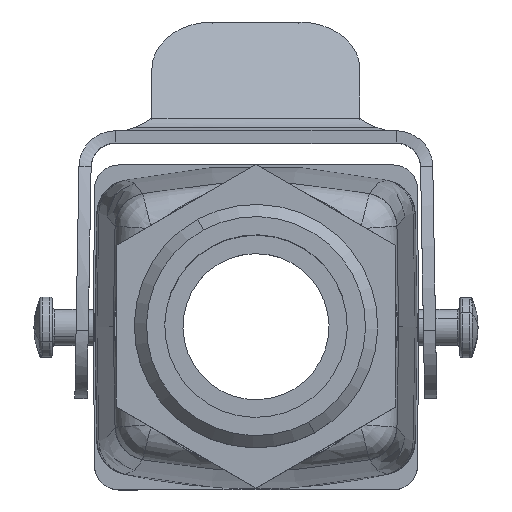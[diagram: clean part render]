
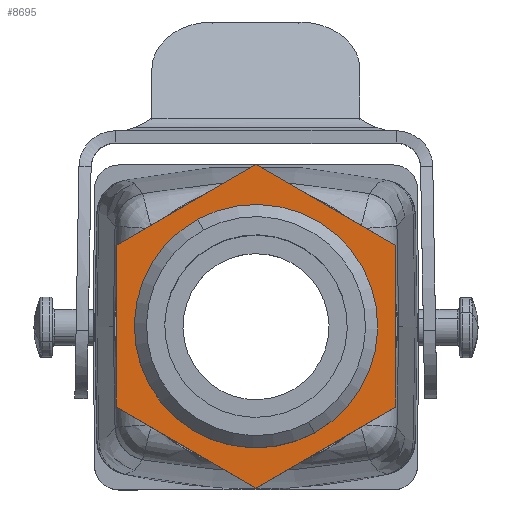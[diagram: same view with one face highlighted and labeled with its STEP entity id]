
A CAD part, top view. The second image highlights one B-rep face of the part: STEP entity #8695.
In plain terms, the highlighted planar face has unit normal (0, 0, 1).
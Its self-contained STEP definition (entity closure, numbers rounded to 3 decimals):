
#7909=AXIS2_PLACEMENT_3D('Circle Axis2P3D',#7907,#7908,$) ;
#7926=AXIS2_PLACEMENT_3D('Circle Axis2P3D',#7924,#7925,$) ;
#8648=AXIS2_PLACEMENT_3D('Plane Axis2P3D',#8645,#8646,#8647) ;
#7897=CARTESIAN_POINT('Vertex',(13.456,22.126,88.667)) ;
#7904=CARTESIAN_POINT('Vertex',(23.044,4.574,88.667)) ;
#7907=CARTESIAN_POINT('Axis2P3D Location',(18.25,13.35,88.667)) ;
#7924=CARTESIAN_POINT('Axis2P3D Location',(18.25,13.35,88.667)) ;
#8622=CARTESIAN_POINT('Vertex',(6.75,19.99,88.667)) ;
#8625=CARTESIAN_POINT('Line Origine',(12.5,23.309,88.667)) ;
#8629=CARTESIAN_POINT('Vertex',(18.25,26.629,88.667)) ;
#8645=CARTESIAN_POINT('Axis2P3D Location',(18.25,13.35,88.667)) ;
#8650=CARTESIAN_POINT('Line Origine',(12.5,3.391,88.667)) ;
#8654=CARTESIAN_POINT('Vertex',(18.25,0.071,88.667)) ;
#8656=CARTESIAN_POINT('Vertex',(6.75,6.71,88.667)) ;
#8659=CARTESIAN_POINT('Line Origine',(24.,3.391,88.667)) ;
#8663=CARTESIAN_POINT('Vertex',(29.75,6.71,88.667)) ;
#8666=CARTESIAN_POINT('Line Origine',(29.75,13.35,88.667)) ;
#8670=CARTESIAN_POINT('Vertex',(29.75,19.99,88.667)) ;
#8673=CARTESIAN_POINT('Line Origine',(24.,23.309,88.667)) ;
#8678=CARTESIAN_POINT('Line Origine',(6.75,13.35,88.667)) ;
#7908=DIRECTION('Axis2P3D Direction',(0.,0.,1.)) ;
#7925=DIRECTION('Axis2P3D Direction',(0.,0.,1.)) ;
#8626=DIRECTION('Vector Direction',(0.866,0.5,0.)) ;
#8646=DIRECTION('Axis2P3D Direction',(0.,0.,-1.)) ;
#8647=DIRECTION('Axis2P3D XDirection',(0.,-1.,0.)) ;
#8651=DIRECTION('Vector Direction',(-0.866,0.5,0.)) ;
#8660=DIRECTION('Vector Direction',(-0.866,-0.5,0.)) ;
#8667=DIRECTION('Vector Direction',(0.,-1.,0.)) ;
#8674=DIRECTION('Vector Direction',(0.866,-0.5,0.)) ;
#8679=DIRECTION('Vector Direction',(0.,1.,0.)) ;
#8627=VECTOR('Line Direction',#8626,1.) ;
#8652=VECTOR('Line Direction',#8651,1.) ;
#8661=VECTOR('Line Direction',#8660,1.) ;
#8668=VECTOR('Line Direction',#8667,1.) ;
#8675=VECTOR('Line Direction',#8674,1.) ;
#8680=VECTOR('Line Direction',#8679,1.) ;
#8684=ORIENTED_EDGE('',*,*,#8658,.F.) ;
#8685=ORIENTED_EDGE('',*,*,#8665,.F.) ;
#8686=ORIENTED_EDGE('',*,*,#8672,.F.) ;
#8687=ORIENTED_EDGE('',*,*,#8677,.F.) ;
#8688=ORIENTED_EDGE('',*,*,#8631,.F.) ;
#8689=ORIENTED_EDGE('',*,*,#8682,.F.) ;
#8692=ORIENTED_EDGE('',*,*,#7928,.T.) ;
#8693=ORIENTED_EDGE('',*,*,#7911,.T.) ;
#8694=FACE_BOUND('',#8691,.T.) ;
#8695=ADVANCED_FACE('Brep With Voids',(#8690,#8694),#8649,.F.) ;
#7910=CIRCLE('generated circle',#7909,10.) ;
#7927=CIRCLE('generated circle',#7926,10.) ;
#7911=EDGE_CURVE('',#7898,#7905,#7910,.F.) ;
#7928=EDGE_CURVE('',#7905,#7898,#7927,.F.) ;
#8631=EDGE_CURVE('',#8623,#8630,#8628,.T.) ;
#8658=EDGE_CURVE('',#8655,#8657,#8653,.T.) ;
#8665=EDGE_CURVE('',#8664,#8655,#8662,.T.) ;
#8672=EDGE_CURVE('',#8671,#8664,#8669,.T.) ;
#8677=EDGE_CURVE('',#8630,#8671,#8676,.T.) ;
#8682=EDGE_CURVE('',#8657,#8623,#8681,.T.) ;
#8683=EDGE_LOOP('',(#8684,#8685,#8686,#8687,#8688,#8689)) ;
#8691=EDGE_LOOP('',(#8692,#8693)) ;
#8690=FACE_OUTER_BOUND('',#8683,.T.) ;
#8628=LINE('Line',#8625,#8627) ;
#8653=LINE('Line',#8650,#8652) ;
#8662=LINE('Line',#8659,#8661) ;
#8669=LINE('Line',#8666,#8668) ;
#8676=LINE('Line',#8673,#8675) ;
#8681=LINE('Line',#8678,#8680) ;
#8649=PLANE('',#8648) ;
#7898=VERTEX_POINT('',#7897) ;
#7905=VERTEX_POINT('',#7904) ;
#8623=VERTEX_POINT('',#8622) ;
#8630=VERTEX_POINT('',#8629) ;
#8655=VERTEX_POINT('',#8654) ;
#8657=VERTEX_POINT('',#8656) ;
#8664=VERTEX_POINT('',#8663) ;
#8671=VERTEX_POINT('',#8670) ;
